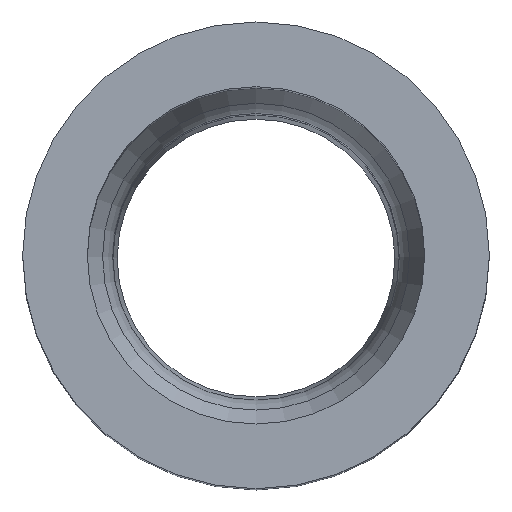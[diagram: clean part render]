
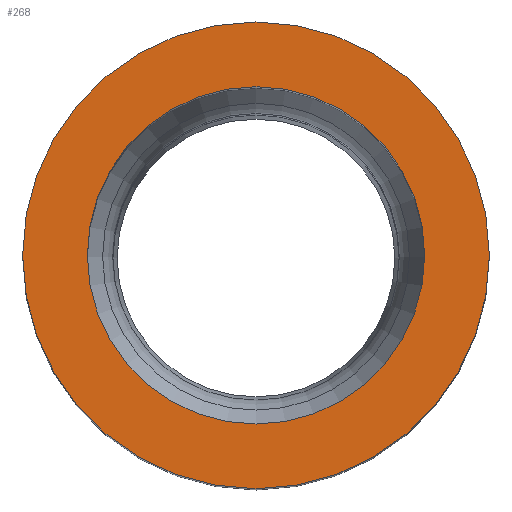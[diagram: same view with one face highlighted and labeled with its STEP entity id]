
A CAD part, top view. The second image highlights one B-rep face of the part: STEP entity #268.
In plain terms, the highlighted planar face has unit normal (0, 0, 1).
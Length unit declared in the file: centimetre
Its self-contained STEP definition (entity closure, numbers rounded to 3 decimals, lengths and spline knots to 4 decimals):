
#25=FACE_BOUND('',#88,.T.);
#29=PLANE('',#313);
#69=FACE_OUTER_BOUND('',#87,.T.);
#87=EDGE_LOOP('',(#244));
#88=EDGE_LOOP('',(#245));
#116=CIRCLE('',#311,22.95);
#118=CIRCLE('',#314,31.75);
#140=VERTEX_POINT('',#510);
#142=VERTEX_POINT('',#516);
#174=EDGE_CURVE('',#140,#140,#116,.T.);
#177=EDGE_CURVE('',#142,#142,#118,.T.);
#244=ORIENTED_EDGE('',*,*,#177,.F.);
#245=ORIENTED_EDGE('',*,*,#174,.T.);
#268=ADVANCED_FACE('',(#69,#25),#29,.T.);
#311=AXIS2_PLACEMENT_3D('',#511,#401,#402);
#313=AXIS2_PLACEMENT_3D('',#515,#406,#407);
#314=AXIS2_PLACEMENT_3D('',#517,#408,#409);
#401=DIRECTION('center_axis',(0.,0.,-1.));
#402=DIRECTION('ref_axis',(-1.,0.,0.));
#406=DIRECTION('center_axis',(0.,0.,1.));
#407=DIRECTION('ref_axis',(1.,0.,0.));
#408=DIRECTION('center_axis',(0.,0.,-1.));
#409=DIRECTION('ref_axis',(1.,0.,0.));
#510=CARTESIAN_POINT('',(152.7473,97.1939,-50.0351));
#511=CARTESIAN_POINT('Origin',(129.7973,97.1939,-50.0351));
#515=CARTESIAN_POINT('Origin',(98.0473,97.1939,-50.0351));
#516=CARTESIAN_POINT('',(161.5473,97.1939,-50.0351));
#517=CARTESIAN_POINT('Origin',(129.7973,97.1939,-50.0351));
